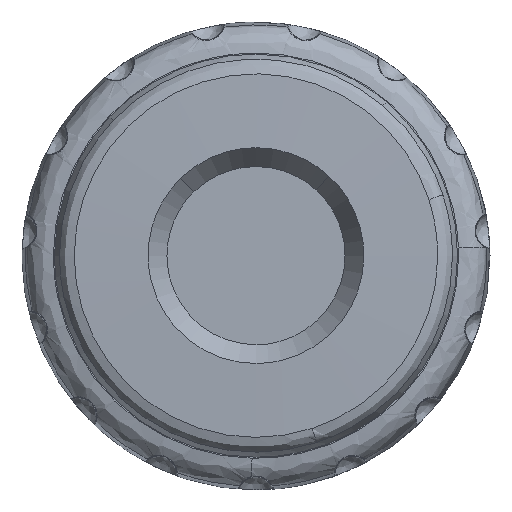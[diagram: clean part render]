
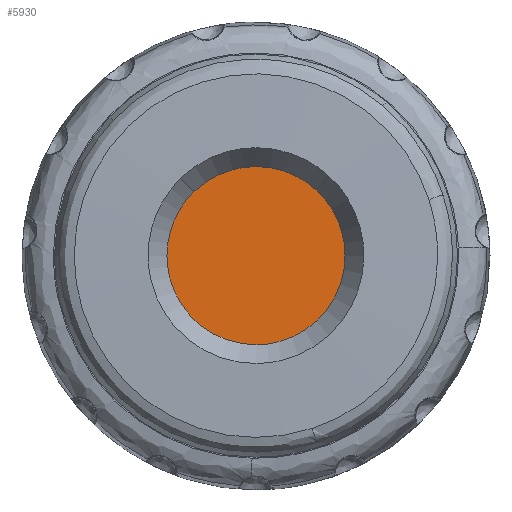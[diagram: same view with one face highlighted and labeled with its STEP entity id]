
A CAD part, top view. The second image highlights one B-rep face of the part: STEP entity #5930.
In plain terms, the highlighted free-form (B-spline) face has degree [1, 1] with [2, 2] control points.
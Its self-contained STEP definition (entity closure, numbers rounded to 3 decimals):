
#995=CARTESIAN_POINT('',(-3.8,0.0,12.8));
#996=VERTEX_POINT('',#995);
#997=CARTESIAN_POINT('',(-2.65,2.723,12.8));
#998=VERTEX_POINT('',#997);
#999=CARTESIAN_POINT('',(-3.8,0.0,12.8));
#1000=CARTESIAN_POINT('',(-3.8,0.229,12.8));
#1001=CARTESIAN_POINT('',(-3.764,0.625,12.8));
#1002=CARTESIAN_POINT('',(-3.602,1.27,12.8));
#1003=CARTESIAN_POINT('',(-3.376,1.779,12.8));
#1004=CARTESIAN_POINT('',(-3.042,2.298,12.8));
#1005=CARTESIAN_POINT('',(-2.815,2.563,12.8));
#1006=CARTESIAN_POINT('',(-2.65,2.723,12.8));
#1007=B_SPLINE_CURVE_WITH_KNOTS('',3,(#999,#1000,#1001,#1002,#1003,#1004,#1005,#1006),.UNSPECIFIED.,.F.,.U.,(4,1,1,1,1,4),(0.,0.688,1.186,1.992,2.348,3.036),.UNSPECIFIED.);
#1008=EDGE_CURVE('',#996,#998,#1007,.T.);
#1080=CARTESIAN_POINT('',(2.567,2.802,12.8));
#1081=VERTEX_POINT('',#1080);
#1087=CARTESIAN_POINT('',(3.8,0.0,12.8));
#1088=VERTEX_POINT('',#1087);
#1089=CARTESIAN_POINT('',(2.567,2.802,12.8));
#1090=CARTESIAN_POINT('',(2.785,2.602,12.8));
#1091=CARTESIAN_POINT('',(3.152,2.177,12.8));
#1092=CARTESIAN_POINT('',(3.507,1.516,12.8));
#1093=CARTESIAN_POINT('',(3.741,0.796,12.8));
#1094=CARTESIAN_POINT('',(3.8,0.304,12.8));
#1095=CARTESIAN_POINT('',(3.8,0.0,12.8));
#1096=B_SPLINE_CURVE_WITH_KNOTS('',3,(#1089,#1090,#1091,#1092,#1093,#1094,#1095),.UNSPECIFIED.,.F.,.U.,(4,1,1,1,4),(0.,0.886,1.674,2.24,3.15),.UNSPECIFIED.);
#1097=EDGE_CURVE('',#1081,#1088,#1096,.T.);
#1099=CARTESIAN_POINT('',(0.,-3.8,12.8));
#1100=VERTEX_POINT('',#1099);
#1101=CARTESIAN_POINT('',(3.8,0.0,12.8));
#1102=CARTESIAN_POINT('',(3.8,-0.187,12.8));
#1103=CARTESIAN_POINT('',(3.771,-0.583,12.8));
#1104=CARTESIAN_POINT('',(3.627,-1.198,12.8));
#1105=CARTESIAN_POINT('',(3.375,-1.786,12.8));
#1106=CARTESIAN_POINT('',(3.066,-2.264,12.8));
#1107=CARTESIAN_POINT('',(2.727,-2.661,12.8));
#1108=CARTESIAN_POINT('',(2.387,-2.97,12.8));
#1109=CARTESIAN_POINT('',(1.96,-3.269,12.8));
#1110=CARTESIAN_POINT('',(1.496,-3.509,12.8));
#1111=CARTESIAN_POINT('',(0.824,-3.736,12.8));
#1112=CARTESIAN_POINT('',(0.319,-3.8,12.8));
#1113=CARTESIAN_POINT('',(0.,-3.8,12.8));
#1114=B_SPLINE_CURVE_WITH_KNOTS('',3,(#1101,#1102,#1103,#1104,#1105,#1106,#1107,#1108,#1109,#1110,#1111,#1112,#1113),.UNSPECIFIED.,.F.,.U.,(4,1,1,1,1,1,1,1,1,1,4),(0.,0.56,1.189,1.889,2.472,2.891,3.451,3.847,4.453,5.013,5.969),.UNSPECIFIED.);
#1115=EDGE_CURVE('',#1088,#1100,#1114,.T.);
#1117=CARTESIAN_POINT('',(0.,-3.8,12.8));
#1118=CARTESIAN_POINT('',(-0.326,-3.8,12.8));
#1119=CARTESIAN_POINT('',(-0.832,-3.734,12.8));
#1120=CARTESIAN_POINT('',(-1.473,-3.516,12.8));
#1121=CARTESIAN_POINT('',(-1.946,-3.278,12.8));
#1122=CARTESIAN_POINT('',(-2.344,-3.003,12.8));
#1123=CARTESIAN_POINT('',(-2.722,-2.667,12.8));
#1124=CARTESIAN_POINT('',(-3.095,-2.237,12.8));
#1125=CARTESIAN_POINT('',(-3.393,-1.743,12.8));
#1126=CARTESIAN_POINT('',(-3.632,-1.167,12.8));
#1127=CARTESIAN_POINT('',(-3.768,-0.614,12.8));
#1128=CARTESIAN_POINT('',(-3.8,-0.187,12.8));
#1129=CARTESIAN_POINT('',(-3.8,0.0,12.8));
#1130=B_SPLINE_CURVE_WITH_KNOTS('',3,(#1117,#1118,#1119,#1120,#1121,#1122,#1123,#1124,#1125,#1126,#1127,#1128,#1129),.UNSPECIFIED.,.F.,.U.,(4,1,1,1,1,1,1,1,1,1,4),(0.,0.979,1.516,2.029,2.565,2.961,3.544,4.267,4.687,5.409,5.969),.UNSPECIFIED.);
#1131=EDGE_CURVE('',#1100,#996,#1130,.T.);
#1150=CARTESIAN_POINT('',(0.,3.8,12.8));
#1151=VERTEX_POINT('',#1150);
#1152=CARTESIAN_POINT('',(-2.65,2.723,12.8));
#1153=CARTESIAN_POINT('',(-2.464,2.904,12.8));
#1154=CARTESIAN_POINT('',(-2.067,3.219,12.8));
#1155=CARTESIAN_POINT('',(-1.451,3.532,12.8));
#1156=CARTESIAN_POINT('',(-0.764,3.745,12.8));
#1157=CARTESIAN_POINT('',(-0.29,3.8,12.8));
#1158=CARTESIAN_POINT('',(0.,3.8,12.8));
#1159=B_SPLINE_CURVE_WITH_KNOTS('',3,(#1152,#1153,#1154,#1155,#1156,#1157,#1158),.UNSPECIFIED.,.F.,.U.,(4,1,1,1,4),(0.,0.779,1.512,2.062,2.933),.UNSPECIFIED.);
#1160=EDGE_CURVE('',#998,#1151,#1159,.T.);
#1162=CARTESIAN_POINT('',(0.,3.8,12.8));
#1163=CARTESIAN_POINT('',(0.206,3.8,12.8));
#1164=CARTESIAN_POINT('',(0.573,3.77,12.8));
#1165=CARTESIAN_POINT('',(1.132,3.642,12.8));
#1166=CARTESIAN_POINT('',(1.598,3.46,12.8));
#1167=CARTESIAN_POINT('',(2.1,3.183,12.8));
#1168=CARTESIAN_POINT('',(2.394,2.96,12.8));
#1169=CARTESIAN_POINT('',(2.567,2.802,12.8));
#1170=B_SPLINE_CURVE_WITH_KNOTS('',3,(#1162,#1163,#1164,#1165,#1166,#1167,#1168,#1169),.UNSPECIFIED.,.F.,.U.,(4,1,1,1,1,4),(0.,0.617,1.101,1.718,2.114,2.819),.UNSPECIFIED.);
#1171=EDGE_CURVE('',#1151,#1081,#1170,.T.);
#5917=CARTESIAN_POINT('',(-4.18,-4.18,12.8));
#5918=CARTESIAN_POINT('',(4.18,-4.18,12.8));
#5919=CARTESIAN_POINT('',(-4.18,4.18,12.8));
#5920=CARTESIAN_POINT('',(4.18,4.18,12.8));
#5921=B_SPLINE_SURFACE_WITH_KNOTS('',1,1,((#5917,#5919),(#5918,#5920)),.UNSPECIFIED.,.F.,.F.,.U.,(2,2),(2,2),(0.0,8.359),(0.0,8.359),.UNSPECIFIED.);
#5922=ORIENTED_EDGE('',*,*,#1131,.F.);
#5923=ORIENTED_EDGE('',*,*,#1115,.F.);
#5924=ORIENTED_EDGE('',*,*,#1097,.F.);
#5925=ORIENTED_EDGE('',*,*,#1171,.F.);
#5926=ORIENTED_EDGE('',*,*,#1160,.F.);
#5927=ORIENTED_EDGE('',*,*,#1008,.F.);
#5928=EDGE_LOOP('',(#5922,#5923,#5924,#5925,#5926,#5927));
#5929=FACE_OUTER_BOUND('',#5928,.T.);
#5930=ADVANCED_FACE('',(#5929),#5921,.T.);
